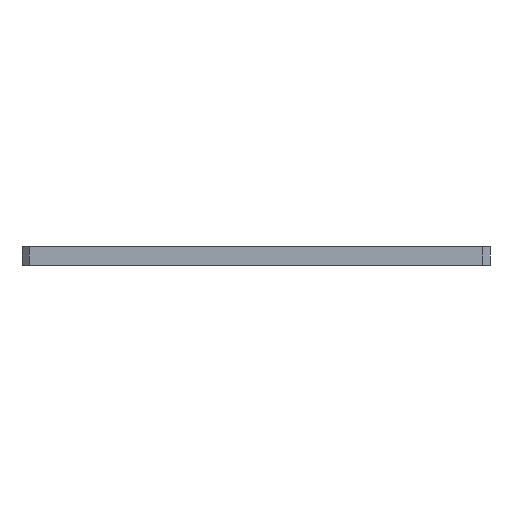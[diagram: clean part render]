
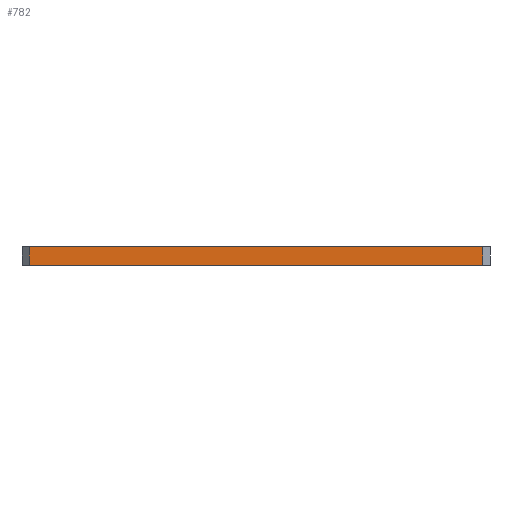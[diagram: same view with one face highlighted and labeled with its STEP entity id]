
A CAD part, left-side view. The second image highlights one B-rep face of the part: STEP entity #782.
In plain terms, the highlighted planar face has unit normal (-1, 0, 0).
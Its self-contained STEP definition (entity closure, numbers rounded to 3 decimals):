
#36 = EDGE_CURVE ( 'NONE', #398, #760, #787, .T. ) ;
#42 = DIRECTION ( 'NONE',  ( 0., 0., -1. ) ) ;
#63 = CARTESIAN_POINT ( 'NONE',  ( -20., -10.7, 2. ) ) ;
#131 = VECTOR ( 'NONE', #400, 1000. ) ;
#162 = LINE ( 'NONE', #1011, #131 ) ;
#216 = LINE ( 'NONE', #946, #264 ) ;
#224 = EDGE_CURVE ( 'NONE', #289, #760, #1138, .T. ) ;
#235 = DIRECTION ( 'NONE',  ( 0., 0., 1. ) ) ;
#243 = FACE_OUTER_BOUND ( 'NONE', #251, .T. ) ;
#251 = EDGE_LOOP ( 'NONE', ( #1061, #357, #886, #779 ) ) ;
#264 = VECTOR ( 'NONE', #494, 1000. ) ;
#289 = VERTEX_POINT ( 'NONE', #843 ) ;
#305 = CARTESIAN_POINT ( 'NONE',  ( -20., 39.2, 0. ) ) ;
#357 = ORIENTED_EDGE ( 'NONE', *, *, #373, .F. ) ;
#373 = EDGE_CURVE ( 'NONE', #459, #398, #162, .T. ) ;
#398 = VERTEX_POINT ( 'NONE', #770 ) ;
#400 = DIRECTION ( 'NONE',  ( 0., 0., -1. ) ) ;
#459 = VERTEX_POINT ( 'NONE', #63 ) ;
#494 = DIRECTION ( 'NONE',  ( 0., 1., 0. ) ) ;
#593 = VECTOR ( 'NONE', #42, 1000. ) ;
#699 = AXIS2_PLACEMENT_3D ( 'NONE', #939, #1115, #235 ) ;
#714 = DIRECTION ( 'NONE',  ( 0., 1., 0. ) ) ;
#748 = PLANE ( 'NONE',  #699 ) ;
#760 = VERTEX_POINT ( 'NONE', #305 ) ;
#770 = CARTESIAN_POINT ( 'NONE',  ( -20., -10.7, 0. ) ) ;
#779 = ORIENTED_EDGE ( 'NONE', *, *, #224, .T. ) ;
#782 = ADVANCED_FACE ( 'NONE', ( #243 ), #748, .T. ) ;
#787 = LINE ( 'NONE', #1080, #885 ) ;
#843 = CARTESIAN_POINT ( 'NONE',  ( -20., 39.2, 2. ) ) ;
#885 = VECTOR ( 'NONE', #714, 1000. ) ;
#886 = ORIENTED_EDGE ( 'NONE', *, *, #992, .T. ) ;
#939 = CARTESIAN_POINT ( 'NONE',  ( -20., -10.7, 2. ) ) ;
#946 = CARTESIAN_POINT ( 'NONE',  ( -20., -10.7, 2. ) ) ;
#992 = EDGE_CURVE ( 'NONE', #459, #289, #216, .T. ) ;
#1011 = CARTESIAN_POINT ( 'NONE',  ( -20., -10.7, 2. ) ) ;
#1061 = ORIENTED_EDGE ( 'NONE', *, *, #36, .F. ) ;
#1080 = CARTESIAN_POINT ( 'NONE',  ( -20., -10.7, 0. ) ) ;
#1082 = CARTESIAN_POINT ( 'NONE',  ( -20., 39.2, 2. ) ) ;
#1115 = DIRECTION ( 'NONE',  ( -1., 0., 0. ) ) ;
#1138 = LINE ( 'NONE', #1082, #593 ) ;
